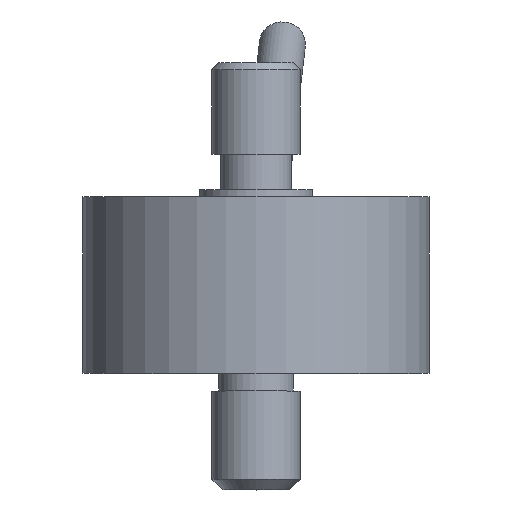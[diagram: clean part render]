
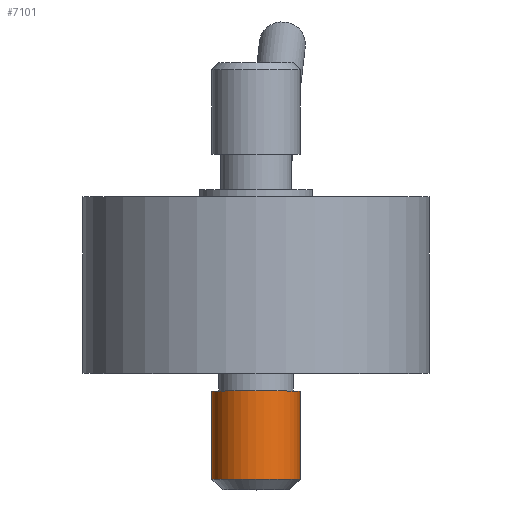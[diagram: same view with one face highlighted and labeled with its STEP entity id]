
A CAD part, top view. The second image highlights one B-rep face of the part: STEP entity #7101.
In plain terms, the highlighted cylindrical face has radius 3.175 mm (diameter 6.35 mm), a full revolution.
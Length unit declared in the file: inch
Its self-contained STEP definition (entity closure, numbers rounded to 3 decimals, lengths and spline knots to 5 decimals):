
#7074=CARTESIAN_POINT('',(0.,-0.66,0.0));
#7075=DIRECTION('',(0.0,-1.0,0.0));
#7076=DIRECTION('',(1.0,0.0,0.0));
#7077=AXIS2_PLACEMENT_3D('',#7074,#7075,#7076);
#7078=CYLINDRICAL_SURFACE('',#7077,0.125);
#7079=CARTESIAN_POINT('',(-0.125,-0.52,0.));
#7080=VERTEX_POINT('',#7079);
#7081=CARTESIAN_POINT('',(0.,-0.52,0.0));
#7082=DIRECTION('',(0.0,-1.0,0.0));
#7083=DIRECTION('',(1.0,0.0,0.0));
#7084=AXIS2_PLACEMENT_3D('',#7081,#7082,#7083);
#7085=CIRCLE('',#7084,0.125);
#7086=EDGE_CURVE('',#7080,#7080,#7085,.T.);
#7087=ORIENTED_EDGE('',*,*,#7086,.T.);
#7088=EDGE_LOOP('',(#7087));
#7089=FACE_OUTER_BOUND('',#7088,.T.);
#7090=CARTESIAN_POINT('',(-0.125,-0.77,0.0));
#7091=VERTEX_POINT('',#7090);
#7092=CARTESIAN_POINT('',(0.,-0.77,0.0));
#7093=DIRECTION('',(0.0,-1.0,0.0));
#7094=DIRECTION('',(-1.0,0.0,0.0));
#7095=AXIS2_PLACEMENT_3D('',#7092,#7093,#7094);
#7096=CIRCLE('',#7095,0.125);
#7097=EDGE_CURVE('',#7091,#7091,#7096,.T.);
#7098=ORIENTED_EDGE('',*,*,#7097,.F.);
#7099=EDGE_LOOP('',(#7098));
#7100=FACE_BOUND('',#7099,.T.);
#7101=ADVANCED_FACE('',(#7089,#7100),#7078,.T.);
